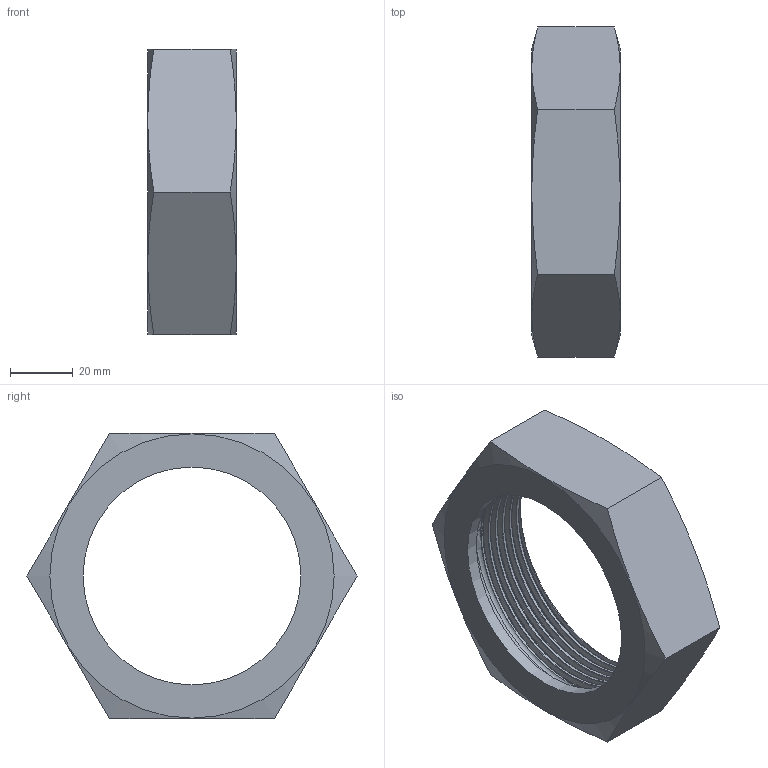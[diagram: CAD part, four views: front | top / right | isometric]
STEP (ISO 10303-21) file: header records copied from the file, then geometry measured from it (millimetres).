
FILE_DESCRIPTION(/* description */ (''),/* implementation_level */ '2;1');
FILE_NAME(/* name */ '13H-2.5.stp',/* time_stamp */ '2022-12-27T10:59:15-05:00',/* author */ ('ken'),/* organization */ (''),/* preprocessor_version */ 'ST-DEVELOPER v18.1',/* originating_system */ 'Autodesk Inventor 2020',/* authorisation */ '');
FILE_SCHEMA (('AUTOMOTIVE_DESIGN { 1 0 10303 214 3 1 1 }'));
Length unit declared in the file: inch
Products named in the file (1): 13H-2.5
Bounding box: 28.4 x 105.44 x 91.31 mm (x, y, z)
Volume: 73610.2 mm3; surface area: 26119.5 mm2
Topology: 1 solids, 1 shells, 38 faces, 109 edges, 74 vertices
Faces by surface type: cylinder 16, plane 10, bspline 6, cone 4, torus 2
Full cylindrical faces by diameter (mm): 69.596 x1, 74.879 x5, 78.562 x5, 80.01 x1
Entity records: 4611 total; most frequent: CARTESIAN_POINT 3677, ORIENTED_EDGE 218, DIRECTION 146, EDGE_CURVE 109, VERTEX_POINT 74, AXIS2_PLACEMENT_3D 61, B_SPLINE_CURVE_WITH_KNOTS 45, EDGE_LOOP 41
